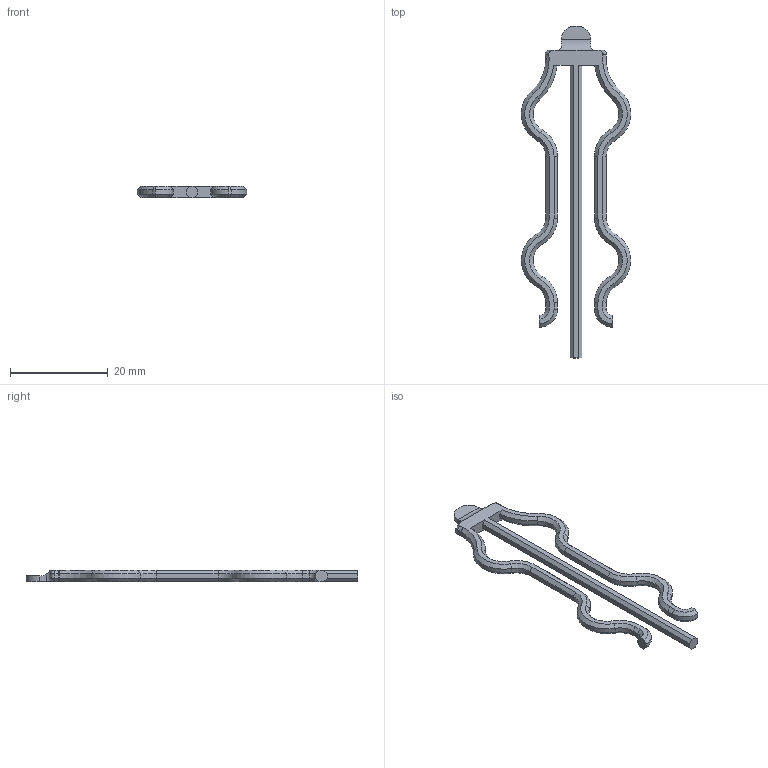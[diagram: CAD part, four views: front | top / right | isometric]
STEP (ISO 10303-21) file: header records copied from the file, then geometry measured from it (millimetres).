
FILE_DESCRIPTION(/* description */ (''),/* implementation_level */ '2;1');
FILE_NAME(/* name */ 'Cotter Pin v6.step',/* time_stamp */ '2024-08-07T15:17:13-07:00',/* author */ (''),/* organization */ (''),/* preprocessor_version */ 'ST-DEVELOPER v20',/* originating_system */ 'Autodesk Translation Framework v13.14.0.145',/* authorisation */ '');
FILE_SCHEMA (('AUTOMOTIVE_DESIGN { 1 0 10303 214 3 1 1 }'));
Length unit declared in the file: millimetre
Products named in the file (1): Cotter Pin
Bounding box: 22.4 x 68 x 2.4 mm (x, y, z)
Volume: 991.2 mm3; surface area: 1643.8 mm2
Topology: 1 solids, 1 shells, 147 faces, 363 edges, 218 vertices
Faces by surface type: cone 60, plane 46, cylinder 37, bspline 4
Entity records: 4734 total; most frequent: CARTESIAN_POINT 1209, DIRECTION 753, ORIENTED_EDGE 726, EDGE_CURVE 363, AXIS2_PLACEMENT_3D 272, VERTEX_POINT 218, LINE 209, VECTOR 209
